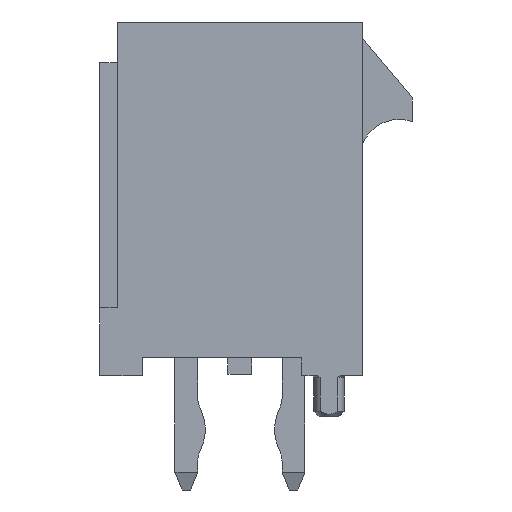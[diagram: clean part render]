
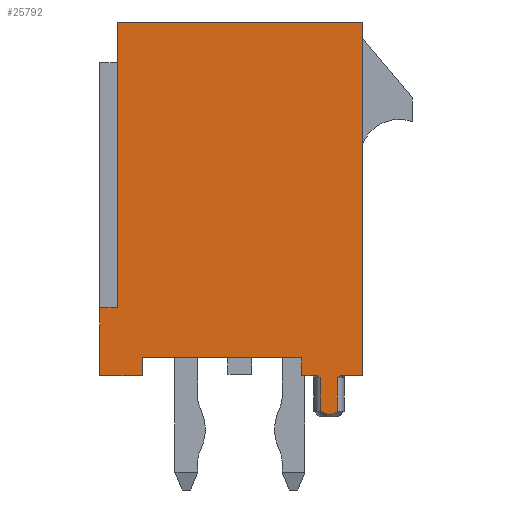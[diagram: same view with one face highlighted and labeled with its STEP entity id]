
A CAD part, left-side view. The second image highlights one B-rep face of the part: STEP entity #25792.
In plain terms, the highlighted face is planar.
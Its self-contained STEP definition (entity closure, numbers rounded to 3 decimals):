
#171=B_SPLINE_CURVE_WITH_KNOTS('',3,(#33665,#33666,#33667,#33668),
 .UNSPECIFIED.,.F.,.F.,(4,4),(0.,0.),
 .UNSPECIFIED.);
#175=B_SPLINE_CURVE_WITH_KNOTS('',3,(#33694,#33695,#33696,#33697),
 .UNSPECIFIED.,.F.,.F.,(4,4),(0.,0.),.UNSPECIFIED.);
#178=B_SPLINE_CURVE_WITH_KNOTS('',3,(#33718,#33719,#33720,#33721),
 .UNSPECIFIED.,.F.,.F.,(4,4),(0.,1.),.UNSPECIFIED.);
#2026=ORIENTED_EDGE('',*,*,#6289,.F.);
#2027=ORIENTED_EDGE('',*,*,#6284,.T.);
#2028=ORIENTED_EDGE('',*,*,#6287,.T.);
#2029=ORIENTED_EDGE('',*,*,#6277,.T.);
#2030=ORIENTED_EDGE('',*,*,#7019,.T.);
#2031=ORIENTED_EDGE('',*,*,#7017,.T.);
#2032=ORIENTED_EDGE('',*,*,#7020,.T.);
#2033=ORIENTED_EDGE('',*,*,#7021,.T.);
#2034=ORIENTED_EDGE('',*,*,#6298,.F.);
#2035=ORIENTED_EDGE('',*,*,#6293,.T.);
#2036=ORIENTED_EDGE('',*,*,#7022,.T.);
#2037=ORIENTED_EDGE('',*,*,#6998,.F.);
#2038=ORIENTED_EDGE('',*,*,#7023,.T.);
#2039=ORIENTED_EDGE('',*,*,#6372,.F.);
#2040=ORIENTED_EDGE('',*,*,#7024,.T.);
#2041=ORIENTED_EDGE('',*,*,#6269,.T.);
#6269=EDGE_CURVE('',#8944,#8945,#171,.T.);
#6277=EDGE_CURVE('',#8951,#8952,#175,.T.);
#6284=EDGE_CURVE('',#8958,#8957,#178,.T.);
#6287=EDGE_CURVE('',#8957,#8951,#10751,.T.);
#6289=EDGE_CURVE('',#8958,#8945,#10753,.T.);
#6293=EDGE_CURVE('',#8960,#8962,#10757,.T.);
#6298=EDGE_CURVE('',#8960,#8965,#10762,.T.);
#6372=EDGE_CURVE('',#9023,#9021,#10836,.T.);
#6998=EDGE_CURVE('',#9461,#9460,#11445,.T.);
#7017=EDGE_CURVE('',#9475,#9474,#11464,.T.);
#7019=EDGE_CURVE('',#8952,#9475,#11466,.T.);
#7020=EDGE_CURVE('',#9474,#9476,#11467,.T.);
#7021=EDGE_CURVE('',#9476,#8965,#11468,.T.);
#7022=EDGE_CURVE('',#8962,#9460,#11469,.T.);
#7023=EDGE_CURVE('',#9461,#9021,#11470,.T.);
#7024=EDGE_CURVE('',#9023,#8944,#11471,.T.);
#8944=VERTEX_POINT('',#33669);
#8945=VERTEX_POINT('',#33670);
#8951=VERTEX_POINT('',#33698);
#8952=VERTEX_POINT('',#33699);
#8957=VERTEX_POINT('',#33717);
#8958=VERTEX_POINT('',#33722);
#8960=VERTEX_POINT('',#33735);
#8962=VERTEX_POINT('',#33739);
#8965=VERTEX_POINT('',#33749);
#9021=VERTEX_POINT('',#33898);
#9023=VERTEX_POINT('',#33902);
#9460=VERTEX_POINT('',#35151);
#9461=VERTEX_POINT('',#35156);
#9474=VERTEX_POINT('',#35194);
#9475=VERTEX_POINT('',#35196);
#9476=VERTEX_POINT('',#35201);
#10751=LINE('',#33727,#13376);
#10753=LINE('',#33731,#13378);
#10757=LINE('',#33740,#13382);
#10762=LINE('',#33750,#13387);
#10836=LINE('',#33903,#13461);
#11445=LINE('',#35157,#14070);
#11464=LINE('',#35195,#14089);
#11466=LINE('',#35199,#14091);
#11467=LINE('',#35200,#14092);
#11468=LINE('',#35202,#14093);
#11469=LINE('',#35203,#14094);
#11470=LINE('',#35204,#14095);
#11471=LINE('',#35205,#14096);
#13376=VECTOR('',#28426,1000.);
#13378=VECTOR('',#28432,1000.);
#13382=VECTOR('',#28438,1000.);
#13387=VECTOR('',#28447,1000.);
#13461=VECTOR('',#28563,1000.);
#14070=VECTOR('',#29522,1000.);
#14089=VECTOR('',#29553,1000.);
#14091=VECTOR('',#29557,1000.);
#14092=VECTOR('',#29558,1000.);
#14093=VECTOR('',#29559,1000.);
#14094=VECTOR('',#29560,1000.);
#14095=VECTOR('',#29561,1000.);
#14096=VECTOR('',#29562,1000.);
#15730=EDGE_LOOP('',(#2026,#2027,#2028,#2029,#2030,#2031,#2032,#2033,#2034,
#2035,#2036,#2037,#2038,#2039,#2040,#2041));
#16783=FACE_BOUND('',#15730,.T.);
#17800=PLANE('',#26819);
#25792=ADVANCED_FACE('',(#16783),#17800,.T.);
#26819=AXIS2_PLACEMENT_3D('',#35198,#29555,#29556);
#28426=DIRECTION('',(0.,0.,1.));
#28432=DIRECTION('',(0.,0.,1.));
#28438=DIRECTION('',(0.,0.,-1.));
#28447=DIRECTION('',(-1.,0.,0.));
#28563=DIRECTION('',(0.,0.,1.));
#29522=DIRECTION('',(0.,0.,-1.));
#29553=DIRECTION('',(0.,0.,1.));
#29555=DIRECTION('',(0.,1.,0.));
#29556=DIRECTION('',(0.,0.,1.));
#29557=DIRECTION('',(-1.,0.,0.));
#29558=DIRECTION('',(1.,0.,0.));
#29559=DIRECTION('',(0.,0.,-1.));
#29560=DIRECTION('',(-1.,0.,0.));
#29561=DIRECTION('',(-1.,0.,0.));
#29562=DIRECTION('',(-1.,0.,0.));
#33665=CARTESIAN_POINT('',(-2.169,18.35,-4.95));
#33666=CARTESIAN_POINT('',(-2.195,18.35,-4.968));
#33667=CARTESIAN_POINT('',(-2.222,18.35,-4.984));
#33668=CARTESIAN_POINT('',(-2.249,18.35,-5.));
#33669=CARTESIAN_POINT('',(-2.169,18.35,-4.95));
#33670=CARTESIAN_POINT('',(-2.249,18.35,-5.));
#33694=CARTESIAN_POINT('',(-2.731,18.35,-5.));
#33695=CARTESIAN_POINT('',(-2.758,18.35,-4.984));
#33696=CARTESIAN_POINT('',(-2.785,18.35,-4.968));
#33697=CARTESIAN_POINT('',(-2.811,18.35,-4.95));
#33698=CARTESIAN_POINT('',(-2.731,18.35,-5.));
#33699=CARTESIAN_POINT('',(-2.811,18.35,-4.95));
#33717=CARTESIAN_POINT('',(-2.731,18.35,-5.95));
#33718=CARTESIAN_POINT('',(-2.249,18.35,-5.95));
#33719=CARTESIAN_POINT('',(-2.424,18.35,-6.05));
#33720=CARTESIAN_POINT('',(-2.554,18.35,-6.05));
#33721=CARTESIAN_POINT('',(-2.731,18.35,-5.95));
#33722=CARTESIAN_POINT('',(-2.249,18.35,-5.95));
#33727=CARTESIAN_POINT('',(-2.731,18.35,-6.1));
#33731=CARTESIAN_POINT('',(-2.249,18.35,-6.1));
#33735=CARTESIAN_POINT('',(3.93,18.35,-3.05));
#33739=CARTESIAN_POINT('',(3.93,18.35,-4.95));
#33740=CARTESIAN_POINT('',(3.93,18.35,-3.05));
#33749=CARTESIAN_POINT('',(3.43,18.35,-3.05));
#33750=CARTESIAN_POINT('',(3.93,18.35,-3.05));
#33898=CARTESIAN_POINT('',(-1.73,18.35,-4.45));
#33902=CARTESIAN_POINT('',(-1.73,18.35,-4.95));
#33903=CARTESIAN_POINT('',(-1.73,18.35,-4.95));
#35151=CARTESIAN_POINT('',(2.73,18.35,-4.95));
#35156=CARTESIAN_POINT('',(2.73,18.35,-4.45));
#35157=CARTESIAN_POINT('',(2.73,18.35,-4.45));
#35194=CARTESIAN_POINT('',(-3.43,18.35,4.95));
#35195=CARTESIAN_POINT('',(-3.43,18.35,-4.95));
#35196=CARTESIAN_POINT('',(-3.43,18.35,-4.95));
#35198=CARTESIAN_POINT('',(0.,18.35,0.));
#35199=CARTESIAN_POINT('',(3.43,18.35,-4.95));
#35200=CARTESIAN_POINT('',(-3.43,18.35,4.95));
#35201=CARTESIAN_POINT('',(3.43,18.35,4.95));
#35202=CARTESIAN_POINT('',(3.43,18.35,4.95));
#35203=CARTESIAN_POINT('',(3.43,18.35,-4.95));
#35204=CARTESIAN_POINT('',(-2.73,18.35,-4.45));
#35205=CARTESIAN_POINT('',(3.43,18.35,-4.95));
